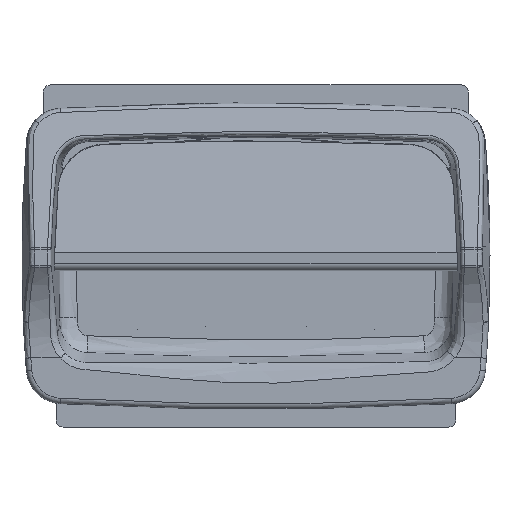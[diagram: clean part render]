
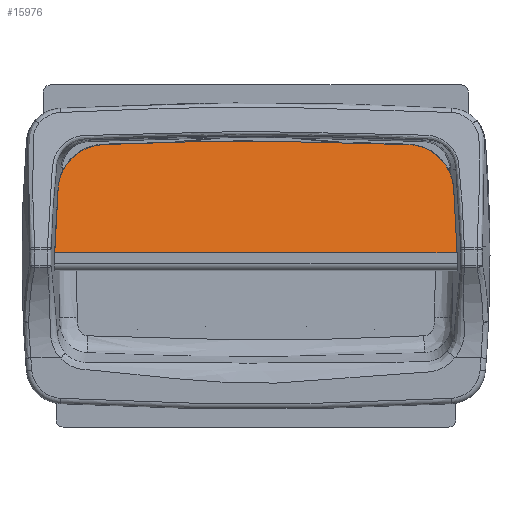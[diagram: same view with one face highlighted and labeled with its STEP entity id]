
A CAD part, top view. The second image highlights one B-rep face of the part: STEP entity #15976.
In plain terms, the highlighted face is planar.
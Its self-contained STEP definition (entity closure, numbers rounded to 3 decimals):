
#1224 = VERTEX_POINT ( 'NONE', #15609 ) ;
#1996 = CARTESIAN_POINT ( 'NONE',  ( -54.908, -1.715, -8.044 ) ) ;
#2137 = CARTESIAN_POINT ( 'NONE',  ( -42.503, 10.289, -5.375 ) ) ;
#3357 = CARTESIAN_POINT ( 'NONE',  ( 55.841, -19.5, -12. ) ) ;
#3854 = CARTESIAN_POINT ( 'NONE',  ( 57.5, 12., -4.994 ) ) ;
#4063 = DIRECTION ( 'NONE',  ( 0., -0.976, -0.217 ) ) ;
#4532 = CARTESIAN_POINT ( 'NONE',  ( -55.841, -19.5, -12. ) ) ;
#4625 =( BOUNDED_CURVE ( )  B_SPLINE_CURVE ( 3, ( #31246, #6042, #10792, #13235 ),
 .UNSPECIFIED., .F., .F. ) 
 B_SPLINE_CURVE_WITH_KNOTS ( ( 4, 4 ),
 ( 6.24, 6.326 ),
 .UNSPECIFIED. ) 
 CURVE ( )  GEOMETRIC_REPRESENTATION_ITEM ( )  RATIONAL_B_SPLINE_CURVE ( ( 1., 0.999, 0.999, 1. ) ) 
 REPRESENTATION_ITEM ( '' )  );
#5205 = VERTEX_POINT ( 'NONE', #30511 ) ;
#5997 = FACE_OUTER_BOUND ( 'NONE', #13407, .T. ) ;
#6042 = CARTESIAN_POINT ( 'NONE',  ( -14.176, 11.504, -5.104 ) ) ;
#6277 = CARTESIAN_POINT ( 'NONE',  ( 57.5, -19.5, -12. ) ) ;
#7316 = CARTESIAN_POINT ( 'NONE',  ( -49.413, 9.992, -5.44 ) ) ;
#7588 = CARTESIAN_POINT ( 'NONE',  ( 42.503, 10.289, -5.375 ) ) ;
#8895 =( BOUNDED_CURVE ( )  B_SPLINE_CURVE ( 3, ( #7588, #20224, #32580, #22781 ),
 .UNSPECIFIED., .F., .F. ) 
 B_SPLINE_CURVE_WITH_KNOTS ( ( 4, 4 ),
 ( 0.043, 1.495 ),
 .UNSPECIFIED. ) 
 CURVE ( )  GEOMETRIC_REPRESENTATION_ITEM ( )  RATIONAL_B_SPLINE_CURVE ( ( 1., 0.832, 0.832, 1. ) ) 
 REPRESENTATION_ITEM ( '' )  );
#9392 = CARTESIAN_POINT ( 'NONE',  ( -55.669, -13.565, -10.68 ) ) ;
#10515 = EDGE_CURVE ( 'NONE', #29968, #5205, #21808, .T. ) ;
#10713 = ORIENTED_EDGE ( 'NONE', *, *, #10515, .F. ) ;
#10792 = CARTESIAN_POINT ( 'NONE',  ( 14.176, 11.504, -5.104 ) ) ;
#12055 = EDGE_CURVE ( 'NONE', #13438, #31884, #17105, .T. ) ;
#12553 = CARTESIAN_POINT ( 'NONE',  ( 55.358, -7.635, -9.361 ) ) ;
#13235 = CARTESIAN_POINT ( 'NONE',  ( 42.503, 10.289, -5.375 ) ) ;
#13407 = EDGE_LOOP ( 'NONE', ( #23279, #18503, #31594, #18305, #10713, #24831 ) ) ;
#13438 = VERTEX_POINT ( 'NONE', #24556 ) ;
#14479 = CARTESIAN_POINT ( 'NONE',  ( -55.358, -7.635, -9.361 ) ) ;
#15085 = EDGE_CURVE ( 'NONE', #29968, #1224, #31583, .T. ) ;
#15308 = CARTESIAN_POINT ( 'NONE',  ( 55.669, -13.565, -10.68 ) ) ;
#15609 = CARTESIAN_POINT ( 'NONE',  ( -42.503, 10.289, -5.375 ) ) ;
#15976 = ADVANCED_FACE ( 'NONE', ( #5997 ), #24233, .F. ) ;
#16549 = AXIS2_PLACEMENT_3D ( 'NONE', #3854, #26774, #4063 ) ;
#17105 =( BOUNDED_CURVE ( )  B_SPLINE_CURVE ( 3, ( #25307, #12553, #15308, #17548 ),
 .UNSPECIFIED., .F., .F. ) 
 B_SPLINE_CURVE_WITH_KNOTS ( ( 4, 4 ),
 ( 1.495, 1.542 ),
 .UNSPECIFIED. ) 
 CURVE ( )  GEOMETRIC_REPRESENTATION_ITEM ( )  RATIONAL_B_SPLINE_CURVE ( ( 1., 1., 1., 1. ) ) 
 REPRESENTATION_ITEM ( '' )  );
#17548 = CARTESIAN_POINT ( 'NONE',  ( 55.841, -19.5, -12. ) ) ;
#18305 = ORIENTED_EDGE ( 'NONE', *, *, #21725, .T. ) ;
#18503 = ORIENTED_EDGE ( 'NONE', *, *, #27169, .T. ) ;
#18550 = CARTESIAN_POINT ( 'NONE',  ( 42.503, 10.289, -5.375 ) ) ;
#20224 = CARTESIAN_POINT ( 'NONE',  ( 49.413, 9.992, -5.44 ) ) ;
#21725 = EDGE_CURVE ( 'NONE', #31884, #5205, #24050, .T. ) ;
#21808 =( BOUNDED_CURVE ( )  B_SPLINE_CURVE ( 3, ( #1996, #14479, #9392, #4532 ),
 .UNSPECIFIED., .F., .F. ) 
 B_SPLINE_CURVE_WITH_KNOTS ( ( 4, 4 ),
 ( 1.495, 1.542 ),
 .UNSPECIFIED. ) 
 CURVE ( )  GEOMETRIC_REPRESENTATION_ITEM ( )  RATIONAL_B_SPLINE_CURVE ( ( 1., 1., 1., 1. ) ) 
 REPRESENTATION_ITEM ( '' )  );
#22305 = VERTEX_POINT ( 'NONE', #18550 ) ;
#22781 = CARTESIAN_POINT ( 'NONE',  ( 54.908, -1.715, -8.044 ) ) ;
#23279 = ORIENTED_EDGE ( 'NONE', *, *, #31105, .T. ) ;
#24024 = DIRECTION ( 'NONE',  ( -1., 0., 0. ) ) ;
#24050 = LINE ( 'NONE', #6277, #24425 ) ;
#24233 = PLANE ( 'NONE',  #16549 ) ;
#24425 = VECTOR ( 'NONE', #24024, 1000. ) ;
#24556 = CARTESIAN_POINT ( 'NONE',  ( 54.908, -1.715, -8.044 ) ) ;
#24831 = ORIENTED_EDGE ( 'NONE', *, *, #15085, .T. ) ;
#24944 = CARTESIAN_POINT ( 'NONE',  ( -54.384, 5.183, -6.51 ) ) ;
#25307 = CARTESIAN_POINT ( 'NONE',  ( 54.908, -1.715, -8.044 ) ) ;
#26202 = CARTESIAN_POINT ( 'NONE',  ( -54.908, -1.715, -8.044 ) ) ;
#26774 = DIRECTION ( 'NONE',  ( 0., -0.217, 0.976 ) ) ;
#27169 = EDGE_CURVE ( 'NONE', #22305, #13438, #8895, .T. ) ;
#29968 = VERTEX_POINT ( 'NONE', #26202 ) ;
#30511 = CARTESIAN_POINT ( 'NONE',  ( -55.841, -19.5, -12. ) ) ;
#31105 = EDGE_CURVE ( 'NONE', #1224, #22305, #4625, .T. ) ;
#31246 = CARTESIAN_POINT ( 'NONE',  ( -42.503, 10.289, -5.375 ) ) ;
#31583 =( BOUNDED_CURVE ( )  B_SPLINE_CURVE ( 3, ( #32747, #24944, #7316, #2137 ),
 .UNSPECIFIED., .F., .F. ) 
 B_SPLINE_CURVE_WITH_KNOTS ( ( 4, 4 ),
 ( 4.788, 6.24 ),
 .UNSPECIFIED. ) 
 CURVE ( )  GEOMETRIC_REPRESENTATION_ITEM ( )  RATIONAL_B_SPLINE_CURVE ( ( 1., 0.832, 0.832, 1. ) ) 
 REPRESENTATION_ITEM ( '' )  );
#31594 = ORIENTED_EDGE ( 'NONE', *, *, #12055, .T. ) ;
#31884 = VERTEX_POINT ( 'NONE', #3357 ) ;
#32580 = CARTESIAN_POINT ( 'NONE',  ( 54.384, 5.183, -6.51 ) ) ;
#32747 = CARTESIAN_POINT ( 'NONE',  ( -54.908, -1.715, -8.044 ) ) ;
